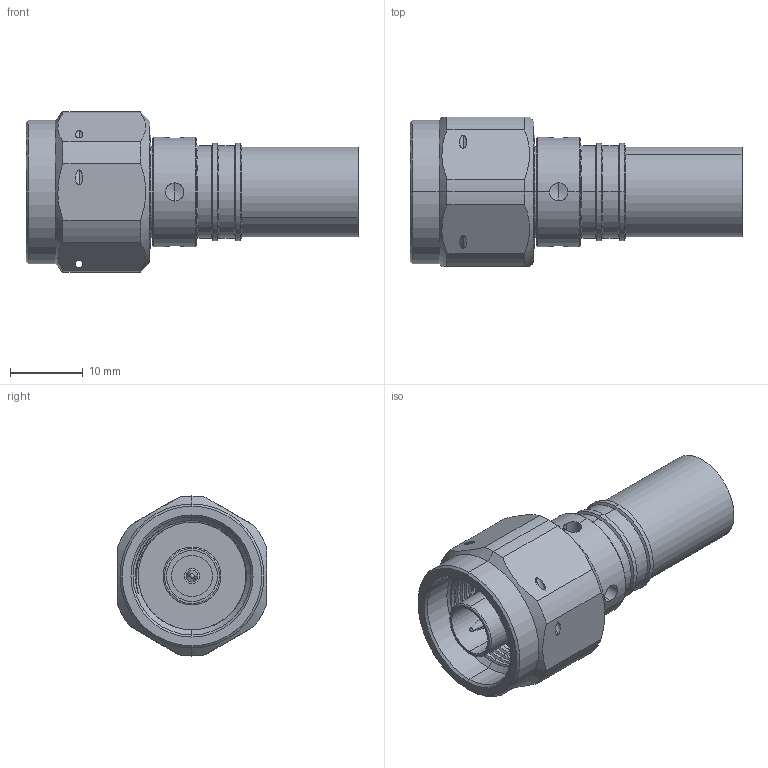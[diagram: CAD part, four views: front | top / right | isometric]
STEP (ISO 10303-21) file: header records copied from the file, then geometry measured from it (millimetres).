
FILE_DESCRIPTION (( 'STEP AP203' ), '1' );
FILE_NAME ('錨璃20^3190-8120.STEP', '2021-04-07T08:44:43', ( '' ), ( '' ), 'SwSTEP 2.0', 'SolidWorks 2018', '' );
FILE_SCHEMA (( 'CONFIG_CONTROL_DESIGN' ));
Length unit declared in the file: millimetre
Products named in the file (1): 錨璃20^3190-8120
Bounding box: 45.65 x 20.57 x 22 mm (x, y, z)
Volume: 7455.1 mm3; surface area: 5729.9 mm2
Topology: 1 solids, 1 shells, 170 faces, 387 edges, 236 vertices
Faces by surface type: cylinder 80, cone 54, plane 31, bspline 5
Entity records: 5927 total; most frequent: CARTESIAN_POINT 2087, DIRECTION 821, ORIENTED_EDGE 758, EDGE_CURVE 379, AXIS2_PLACEMENT_3D 338, VERTEX_POINT 236, EDGE_LOOP 201, CIRCLE 172
